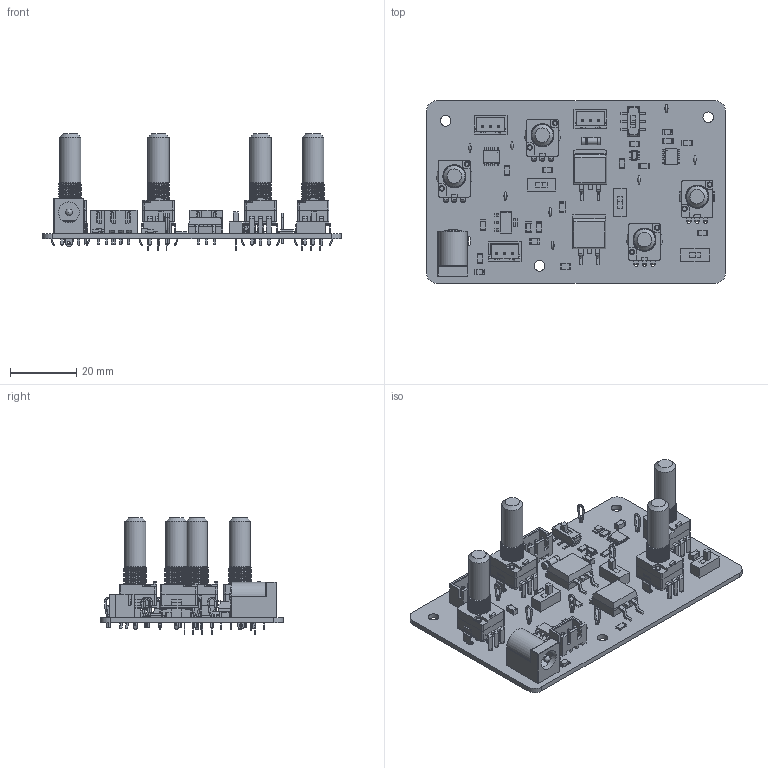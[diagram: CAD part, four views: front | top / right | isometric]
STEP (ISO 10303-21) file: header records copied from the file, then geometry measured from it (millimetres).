
FILE_DESCRIPTION(('KiCad electronic assembly'),'2;1');
FILE_NAME('Levitation_Analog_v1.step','2025-10-06T02:06:00',('Pcbnew'),( 'Kicad'),'Open CASCADE STEP processor 7.9','KiCad to STEP converter' ,'Unknown');
FILE_SCHEMA(('AUTOMOTIVE_DESIGN { 1 0 10303 214 1 1 1 1 }'));
Length unit declared in the file: millimetre
Products named in the file (16): Levitation_Analog_v1 1; TestPoint_Loop_D2.50mm_Drill1.0mm; ALPHA-RD901F-40; LED_1206_3216Metric; IRF630SPBF; D_MELF; C_1206_3216Metric; JS202011SCQN; R_1206_3216Metric; switch small; JST_XH_B3B-XH-A_1x03_P2.50mm_Vertical; INA169NA_250; HTSOP-8-1EP_3.9x4.9mm_P1.27mm; BarrelJack_Horizontal; SOT-223; Levitation_Analog_v1_PCB
Assembly tree (45 placements, depth 2):
  Levitation_Analog_v1 1
    TestPoint_Loop_D2.50mm_Drill1.0mm  x8
    ALPHA-RD901F-40  x4
    LED_1206_3216Metric  x3
    IRF630SPBF  x2
    D_MELF
    C_1206_3216Metric  x7
    JS202011SCQN
    R_1206_3216Metric  x7
    switch small  x3
    JST_XH_B3B-XH-A_1x03_P2.50mm_Vertical  x3
    INA169NA_250
    HTSOP-8-1EP_3.9x4.9mm_P1.27mm  x2
    BarrelJack_Horizontal
    SOT-223
    Levitation_Analog_v1_PCB
Bounding box: 90 x 55 x 35.04 mm (x, y, z)
Volume: 15815.2 mm3; surface area: 21234.2 mm2
Topology: 71 solids, 71 shells, 3354 faces, 8245 edges, 5126 vertices
Faces by surface type: plane 2395, cylinder 714, bspline 204, torus 24, cone 8, sphere 5, revolution 2, extrusion 2
Full cylindrical faces by diameter (mm): 0.5 x16, 0.95 x9, 1 x31, 1.5 x2, 1.6 x16, 2 x2, 2.1 x2, 2.12 x1, 2.2 x2, 3.2 x3, 6.3 x1, 6.35 x4
Entity records: 64660 total; most frequent: CARTESIAN_POINT 23777, ORIENTED_EDGE 7027, DIRECTION 6816, EDGE_CURVE 3514, VECTOR 2714, LINE 2712, VERTEX_POINT 2211, AXIS2_PLACEMENT_3D 2050
